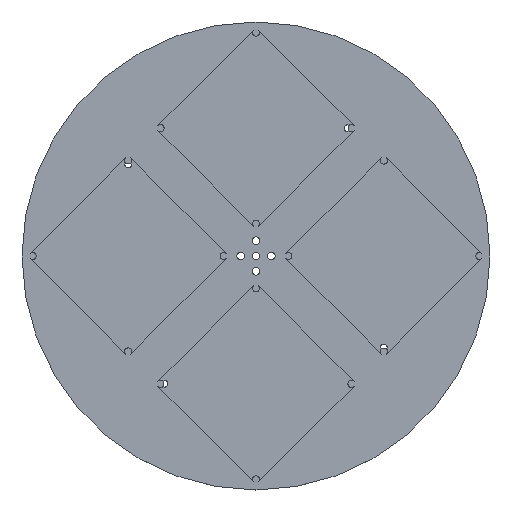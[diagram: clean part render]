
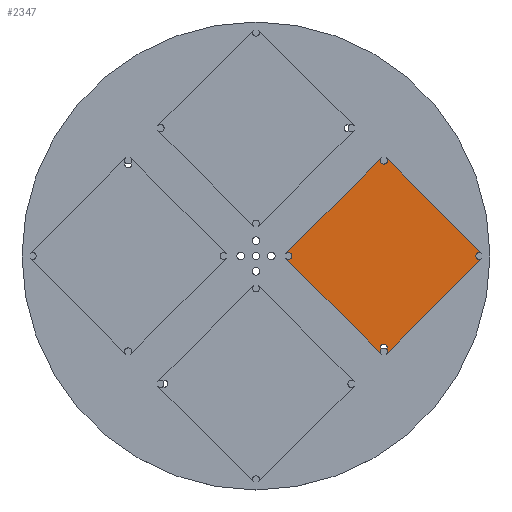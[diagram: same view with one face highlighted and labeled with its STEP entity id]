
A CAD part, top view. The second image highlights one B-rep face of the part: STEP entity #2347.
In plain terms, the highlighted planar face has unit normal (0, 0, 1).
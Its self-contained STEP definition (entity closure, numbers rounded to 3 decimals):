
#703 = VERTEX_POINT('',#704);
#704 = CARTESIAN_POINT('',(104.939,-38.537,400.25));
#710 = EDGE_CURVE('',#703,#711,#713,.T.);
#711 = VERTEX_POINT('',#712);
#712 = CARTESIAN_POINT('',(104.939,-40.659,400.25));
#713 = CIRCLE('',#714,1.5);
#714 = AXIS2_PLACEMENT_3D('',#715,#716,#717);
#715 = CARTESIAN_POINT('',(106.,-39.598,400.25));
#716 = DIRECTION('',(0.,0.,1.));
#717 = DIRECTION('',(-0.707,0.707,0.));
#745 = VERTEX_POINT('',#746);
#746 = CARTESIAN_POINT('',(107.061,-38.537,400.25));
#775 = EDGE_CURVE('',#711,#776,#778,.T.);
#776 = VERTEX_POINT('',#777);
#777 = CARTESIAN_POINT('',(65.341,-1.061,400.25));
#778 = LINE('',#779,#780);
#779 = CARTESIAN_POINT('',(104.939,-40.659,400.25));
#780 = VECTOR('',#781,1.);
#781 = DIRECTION('',(-0.707,0.707,0.));
#800 = VERTEX_POINT('',#801);
#801 = CARTESIAN_POINT('',(107.061,-40.659,400.25));
#807 = EDGE_CURVE('',#800,#745,#808,.T.);
#808 = CIRCLE('',#809,1.5);
#809 = AXIS2_PLACEMENT_3D('',#810,#811,#812);
#810 = CARTESIAN_POINT('',(106.,-39.598,400.25));
#811 = DIRECTION('',(0.,0.,1.));
#812 = DIRECTION('',(-0.707,0.707,0.));
#824 = EDGE_CURVE('',#776,#825,#827,.T.);
#825 = VERTEX_POINT('',#826);
#826 = CARTESIAN_POINT('',(65.341,1.061,400.25));
#827 = CIRCLE('',#828,1.5);
#828 = AXIS2_PLACEMENT_3D('',#829,#830,#831);
#829 = CARTESIAN_POINT('',(66.402,0.,400.25));
#830 = DIRECTION('',(0.,0.,1.));
#831 = DIRECTION('',(-0.707,0.707,0.));
#849 = VERTEX_POINT('',#850);
#850 = CARTESIAN_POINT('',(146.659,-1.061,400.25));
#856 = EDGE_CURVE('',#849,#800,#857,.T.);
#857 = LINE('',#858,#859);
#858 = CARTESIAN_POINT('',(146.659,-1.061,400.25));
#859 = VECTOR('',#860,1.);
#860 = DIRECTION('',(-0.707,-0.707,0.));
#873 = EDGE_CURVE('',#825,#874,#876,.T.);
#874 = VERTEX_POINT('',#875);
#875 = CARTESIAN_POINT('',(104.939,40.659,400.25));
#876 = LINE('',#877,#878);
#877 = CARTESIAN_POINT('',(65.341,1.061,400.25));
#878 = VECTOR('',#879,1.);
#879 = DIRECTION('',(0.707,0.707,0.));
#896 = EDGE_CURVE('',#897,#849,#899,.T.);
#897 = VERTEX_POINT('',#898);
#898 = CARTESIAN_POINT('',(144.537,1.061,400.25));
#899 = CIRCLE('',#900,1.5);
#900 = AXIS2_PLACEMENT_3D('',#901,#902,#903);
#901 = CARTESIAN_POINT('',(145.598,0.,400.25));
#902 = DIRECTION('',(0.,0.,1.));
#903 = DIRECTION('',(-0.707,0.707,0.));
#909 = VERTEX_POINT('',#910);
#910 = CARTESIAN_POINT('',(146.659,1.061,400.25));
#916 = EDGE_CURVE('',#909,#897,#917,.T.);
#917 = CIRCLE('',#918,1.5);
#918 = AXIS2_PLACEMENT_3D('',#919,#920,#921);
#919 = CARTESIAN_POINT('',(145.598,0.,400.25));
#920 = DIRECTION('',(0.,0.,1.));
#921 = DIRECTION('',(-0.707,0.707,0.));
#932 = EDGE_CURVE('',#874,#933,#935,.T.);
#933 = VERTEX_POINT('',#934);
#934 = CARTESIAN_POINT('',(107.061,40.659,400.25));
#935 = CIRCLE('',#936,1.5);
#936 = AXIS2_PLACEMENT_3D('',#937,#938,#939);
#937 = CARTESIAN_POINT('',(106.,39.598,400.25));
#938 = DIRECTION('',(0.,0.,1.));
#939 = DIRECTION('',(-0.707,0.707,0.));
#957 = EDGE_CURVE('',#933,#909,#958,.T.);
#958 = LINE('',#959,#960);
#959 = CARTESIAN_POINT('',(107.061,40.659,400.25));
#960 = VECTOR('',#961,1.);
#961 = DIRECTION('',(0.707,-0.707,0.));
#2347 = ADVANCED_FACE('',(#2348),#2392,.F.);
#2348 = FACE_BOUND('',#2349,.F.);
#2349 = EDGE_LOOP('',(#2350,#2358,#2359,#2360,#2361,#2362,#2363,#2364,
    #2365,#2366,#2367,#2368,#2376,#2385));
#2350 = ORIENTED_EDGE('',*,*,#2351,.T.);
#2351 = EDGE_CURVE('',#2352,#703,#2354,.T.);
#2352 = VERTEX_POINT('',#2353);
#2353 = CARTESIAN_POINT('',(104.5,-38.098,400.25));
#2354 = LINE('',#2355,#2356);
#2355 = CARTESIAN_POINT('',(95.57,-29.168,400.25));
#2356 = VECTOR('',#2357,1.);
#2357 = DIRECTION('',(0.707,-0.707,0.));
#2358 = ORIENTED_EDGE('',*,*,#710,.T.);
#2359 = ORIENTED_EDGE('',*,*,#775,.T.);
#2360 = ORIENTED_EDGE('',*,*,#824,.T.);
#2361 = ORIENTED_EDGE('',*,*,#873,.T.);
#2362 = ORIENTED_EDGE('',*,*,#932,.T.);
#2363 = ORIENTED_EDGE('',*,*,#957,.T.);
#2364 = ORIENTED_EDGE('',*,*,#916,.T.);
#2365 = ORIENTED_EDGE('',*,*,#896,.T.);
#2366 = ORIENTED_EDGE('',*,*,#856,.T.);
#2367 = ORIENTED_EDGE('',*,*,#807,.T.);
#2368 = ORIENTED_EDGE('',*,*,#2369,.T.);
#2369 = EDGE_CURVE('',#745,#2370,#2372,.T.);
#2370 = VERTEX_POINT('',#2371);
#2371 = CARTESIAN_POINT('',(107.5,-38.098,400.25));
#2372 = LINE('',#2373,#2374);
#2373 = CARTESIAN_POINT('',(116.65,-28.948,400.25));
#2374 = VECTOR('',#2375,1.);
#2375 = DIRECTION('',(0.707,0.707,0.));
#2376 = ORIENTED_EDGE('',*,*,#2377,.F.);
#2377 = EDGE_CURVE('',#2378,#2370,#2380,.T.);
#2378 = VERTEX_POINT('',#2379);
#2379 = CARTESIAN_POINT('',(104.939,-37.037,400.25));
#2380 = CIRCLE('',#2381,1.5);
#2381 = AXIS2_PLACEMENT_3D('',#2382,#2383,#2384);
#2382 = CARTESIAN_POINT('',(106.,-38.098,400.25));
#2383 = DIRECTION('',(0.,0.,-1.));
#2384 = DIRECTION('',(-0.707,0.707,0.));
#2385 = ORIENTED_EDGE('',*,*,#2386,.F.);
#2386 = EDGE_CURVE('',#2352,#2378,#2387,.T.);
#2387 = CIRCLE('',#2388,1.5);
#2388 = AXIS2_PLACEMENT_3D('',#2389,#2390,#2391);
#2389 = CARTESIAN_POINT('',(106.,-38.098,400.25));
#2390 = DIRECTION('',(0.,0.,-1.));
#2391 = DIRECTION('',(-0.707,0.707,0.));
#2392 = PLANE('',#2393);
#2393 = AXIS2_PLACEMENT_3D('',#2394,#2395,#2396);
#2394 = CARTESIAN_POINT('',(106.,0.,400.25)
  );
#2395 = DIRECTION('',(0.,0.,-1.));
#2396 = DIRECTION('',(0.707,-0.707,0.));
